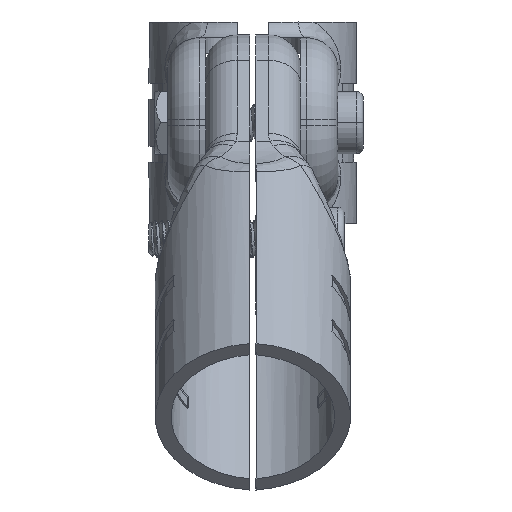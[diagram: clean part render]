
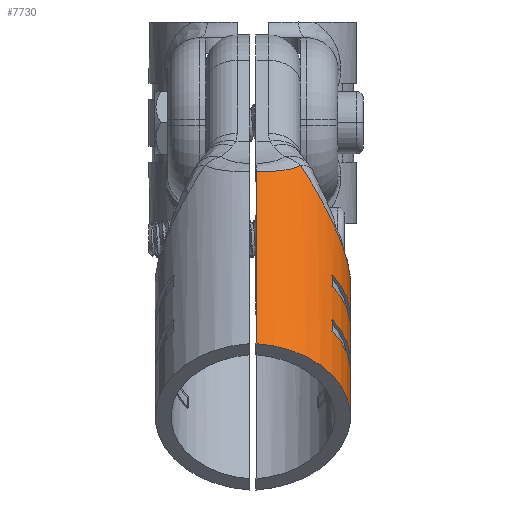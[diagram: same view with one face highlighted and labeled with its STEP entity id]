
A CAD part, left-side view. The second image highlights one B-rep face of the part: STEP entity #7730.
In plain terms, the highlighted cylindrical face has radius 16.5 mm (diameter 33 mm), a partial arc.
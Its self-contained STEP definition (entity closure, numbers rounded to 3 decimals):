
#5792=CARTESIAN_POINT('',(0.,29.939,-16.5));
#5793=CARTESIAN_POINT('',(-0.449,29.939,
-16.5));
#5794=CARTESIAN_POINT('',(-1.341,29.997,
-16.463));
#5795=CARTESIAN_POINT('',(-2.653,30.248,
-16.303));
#5796=CARTESIAN_POINT('',(-3.923,30.654,
-16.044));
#5797=CARTESIAN_POINT('',(-5.172,31.214,
-15.687));
#5798=CARTESIAN_POINT('',(-6.418,31.945,
-15.221));
#5799=CARTESIAN_POINT('',(-7.657,32.859,
-14.638));
#5800=CARTESIAN_POINT('',(-8.869,33.958,
-13.937));
#5801=CARTESIAN_POINT('',(-10.038,35.237,
-13.121));
#5802=CARTESIAN_POINT('',(-11.156,36.703,
-12.187));
#5803=CARTESIAN_POINT('',(-12.213,38.362,
-11.129));
#5804=CARTESIAN_POINT('',(-13.198,40.219,
-9.944));
#5805=CARTESIAN_POINT('',(-13.806,41.619,
-9.052));
#5806=CARTESIAN_POINT('',(-14.093,42.356,
-8.582));
#5808=CARTESIAN_POINT('',(0.,29.939,-16.5));
#5809=CARTESIAN_POINT('',(0.449,29.939,
-16.5));
#5810=CARTESIAN_POINT('',(1.341,29.997,-16.463));
#5811=CARTESIAN_POINT('',(2.653,30.248,-16.303));
#5812=CARTESIAN_POINT('',(3.923,30.654,-16.044));
#5813=CARTESIAN_POINT('',(5.172,31.214,-15.687));
#5814=CARTESIAN_POINT('',(6.418,31.945,-15.221));
#5815=CARTESIAN_POINT('',(7.657,32.859,-14.638));
#5816=CARTESIAN_POINT('',(8.869,33.958,-13.937));
#5817=CARTESIAN_POINT('',(10.038,35.237,-13.121));
#5818=CARTESIAN_POINT('',(11.156,36.703,-12.187));
#5819=CARTESIAN_POINT('',(12.213,38.362,-11.129));
#5820=CARTESIAN_POINT('',(13.198,40.219,-9.944));
#5821=CARTESIAN_POINT('',(13.806,41.619,-9.052));
#5822=CARTESIAN_POINT('',(14.093,42.356,-8.582));
#5839=CARTESIAN_POINT('',(0.,0.,0.));
#5840=DIRECTION('',(0.,-1.,0.));
#5841=DIRECTION('',(-0.996,0.,-0.091));
#5842=AXIS2_PLACEMENT_3D('',#5839,#5840,#5841);
#5848=CARTESIAN_POINT('',(0.,12.5,0.));
#5849=DIRECTION('',(0.,1.,0.));
#5850=DIRECTION('',(0.563,0.,-0.827));
#5851=AXIS2_PLACEMENT_3D('',#5848,#5849,#5850);
#5867=CARTESIAN_POINT('',(0.,10.,0.));
#5868=DIRECTION('',(0.,-1.,0.));
#5869=DIRECTION('',(-0.563,0.,-0.827));
#5870=AXIS2_PLACEMENT_3D('',#5867,#5868,#5869);
#5880=DIRECTION('',(0.,1.,0.));
#5881=VECTOR('',#5880,2.5);
#5882=CARTESIAN_POINT('',(9.281,10.,-13.642));
#5883=LINE('',#5882,#5881);
#5888=DIRECTION('',(0.,1.,0.));
#5889=VECTOR('',#5888,2.5);
#5890=CARTESIAN_POINT('',(-9.281,10.,-13.642));
#5891=LINE('',#5890,#5889);
#5900=CARTESIAN_POINT('',(0.,22.5,0.));
#5901=DIRECTION('',(0.,1.,0.));
#5902=DIRECTION('',(0.563,0.,-0.827));
#5903=AXIS2_PLACEMENT_3D('',#5900,#5901,#5902);
#5919=CARTESIAN_POINT('',(0.,20.,0.));
#5920=DIRECTION('',(0.,-1.,0.));
#5921=DIRECTION('',(-0.563,0.,-0.827));
#5922=AXIS2_PLACEMENT_3D('',#5919,#5920,#5921);
#5932=DIRECTION('',(0.,1.,0.));
#5933=VECTOR('',#5932,2.5);
#5934=CARTESIAN_POINT('',(9.281,20.,-13.642));
#5935=LINE('',#5934,#5933);
#5940=DIRECTION('',(0.,1.,0.));
#5941=VECTOR('',#5940,2.5);
#5942=CARTESIAN_POINT('',(-9.281,20.,-13.642));
#5943=LINE('',#5942,#5941);
#5957=DIRECTION('',(0.,1.,0.));
#5958=VECTOR('',#5957,38.548);
#5959=CARTESIAN_POINT('',(16.432,0.,-1.5));
#5960=LINE('',#5959,#5958);
#5993=DIRECTION('',(0.,1.,0.));
#5994=VECTOR('',#5993,38.548);
#5995=CARTESIAN_POINT('',(-16.432,0.,-1.5));
#5996=LINE('',#5995,#5994);
#6468=CARTESIAN_POINT('',(16.432,38.548,-1.5));
#6469=CARTESIAN_POINT('',(16.387,38.604,-1.992));
#6470=CARTESIAN_POINT('',(16.254,38.768,-2.956));
#6471=CARTESIAN_POINT('',(15.938,39.18,-4.343));
#6472=CARTESIAN_POINT('',(15.529,39.753,-5.627));
#6473=CARTESIAN_POINT('',(15.058,40.48,-6.781));
#6474=CARTESIAN_POINT('',(14.561,41.354,-7.783));
#6475=CARTESIAN_POINT('',(14.244,42.009,-8.333));
#6476=CARTESIAN_POINT('',(14.093,42.356,-8.582));
#6560=CARTESIAN_POINT('',(-16.432,38.548,
-1.5));
#6561=CARTESIAN_POINT('',(-16.387,38.604,
-1.992));
#6562=CARTESIAN_POINT('',(-16.254,38.768,
-2.956));
#6563=CARTESIAN_POINT('',(-15.938,39.18,
-4.343));
#6564=CARTESIAN_POINT('',(-15.529,39.753,
-5.627));
#6565=CARTESIAN_POINT('',(-15.058,40.48,
-6.781));
#6566=CARTESIAN_POINT('',(-14.561,41.354,
-7.783));
#6567=CARTESIAN_POINT('',(-14.244,42.009,
-8.333));
#6568=CARTESIAN_POINT('',(-14.093,42.356,
-8.582));
#6762=CARTESIAN_POINT('',(-14.093,42.356,
-8.582));
#6763=VERTEX_POINT('',#6762);
#6764=VERTEX_POINT('',#6560);
#6766=CARTESIAN_POINT('',(-16.432,0.,-1.5));
#6767=VERTEX_POINT('',#6766);
#6801=CARTESIAN_POINT('',(-9.281,10.,-13.642));
#6802=CARTESIAN_POINT('',(-9.281,12.5,-13.642));
#6803=VERTEX_POINT('',#6801);
#6804=VERTEX_POINT('',#6802);
#6817=CARTESIAN_POINT('',(-9.281,20.,-13.642));
#6818=CARTESIAN_POINT('',(-9.281,22.5,-13.642));
#6819=VERTEX_POINT('',#6817);
#6820=VERTEX_POINT('',#6818);
#6875=CARTESIAN_POINT('',(14.093,42.356,-8.582));
#6876=VERTEX_POINT('',#6875);
#6877=VERTEX_POINT('',#6468);
#6879=CARTESIAN_POINT('',(16.432,0.,-1.5));
#6880=VERTEX_POINT('',#6879);
#6914=CARTESIAN_POINT('',(9.281,10.,-13.642));
#6915=CARTESIAN_POINT('',(9.281,12.5,-13.642));
#6916=VERTEX_POINT('',#6914);
#6917=VERTEX_POINT('',#6915);
#6930=CARTESIAN_POINT('',(9.281,20.,-13.642));
#6931=CARTESIAN_POINT('',(9.281,22.5,-13.642));
#6932=VERTEX_POINT('',#6930);
#6933=VERTEX_POINT('',#6931);
#6966=CARTESIAN_POINT('',(0.,29.939,
-16.5));
#6968=VERTEX_POINT('',#6966);
#7692=CARTESIAN_POINT('',(0.,0.,0.));
#7693=DIRECTION('',(0.,1.,0.));
#7694=DIRECTION('',(1.,0.,0.));
#7695=AXIS2_PLACEMENT_3D('',#7692,#7693,#7694);
#7696=CYLINDRICAL_SURFACE('',#7695,16.5);
#7697=ORIENTED_EDGE('',*,*,#7005,.T.);
#7699=ORIENTED_EDGE('',*,*,#7698,.T.);
#7701=ORIENTED_EDGE('',*,*,#7700,.T.);
#7702=ORIENTED_EDGE('',*,*,#7684,.F.);
#7703=ORIENTED_EDGE('',*,*,#7617,.T.);
#7705=ORIENTED_EDGE('',*,*,#7704,.F.);
#7707=ORIENTED_EDGE('',*,*,#7706,.F.);
#7708=EDGE_LOOP('',(#7697,#7699,#7701,#7702,#7703,#7705,#7707));
#7709=FACE_OUTER_BOUND('',#7708,.F.);
#7711=ORIENTED_EDGE('',*,*,#7710,.F.);
#7713=ORIENTED_EDGE('',*,*,#7712,.F.);
#7715=ORIENTED_EDGE('',*,*,#7714,.F.);
#7717=ORIENTED_EDGE('',*,*,#7716,.T.);
#7718=EDGE_LOOP('',(#7711,#7713,#7715,#7717));
#7719=FACE_BOUND('',#7718,.F.);
#7721=ORIENTED_EDGE('',*,*,#7720,.F.);
#7723=ORIENTED_EDGE('',*,*,#7722,.F.);
#7725=ORIENTED_EDGE('',*,*,#7724,.F.);
#7727=ORIENTED_EDGE('',*,*,#7726,.T.);
#7728=EDGE_LOOP('',(#7721,#7723,#7725,#7727));
#7729=FACE_BOUND('',#7728,.F.);
#7730=ADVANCED_FACE('',(#7709,#7719,#7729),#7696,.T.);
#5807=B_SPLINE_CURVE_WITH_KNOTS('',3,(#5792,#5793,#5794,#5795,#5796,#5797,#5798,
#5799,#5800,#5801,#5802,#5803,#5804,#5805,#5806),.UNSPECIFIED.,.F.,.F.,(4,1,1,1,
1,1,1,1,1,1,1,1,4),(0.,0.083,0.167,0.25,
0.333,0.417,0.5,0.583,0.667,
0.75,0.833,0.917,1.),.UNSPECIFIED.);
#5823=B_SPLINE_CURVE_WITH_KNOTS('',3,(#5808,#5809,#5810,#5811,#5812,#5813,#5814,
#5815,#5816,#5817,#5818,#5819,#5820,#5821,#5822),.UNSPECIFIED.,.F.,.F.,(4,1,1,1,
1,1,1,1,1,1,1,1,4),(0.,0.083,0.167,0.25,
0.333,0.417,0.5,0.583,0.667,
0.75,0.833,0.917,1.),.UNSPECIFIED.);
#5843=CIRCLE('',#5842,16.5);
#5852=CIRCLE('',#5851,16.5);
#5871=CIRCLE('',#5870,16.5);
#5904=CIRCLE('',#5903,16.5);
#5923=CIRCLE('',#5922,16.5);
#6477=B_SPLINE_CURVE_WITH_KNOTS('',3,(#6468,#6469,#6470,#6471,#6472,#6473,#6474,
#6475,#6476),.UNSPECIFIED.,.F.,.F.,(4,1,1,1,1,1,4),(0.,0.167,
0.333,0.5,0.667,0.833,1.),
.UNSPECIFIED.);
#6569=B_SPLINE_CURVE_WITH_KNOTS('',3,(#6560,#6561,#6562,#6563,#6564,#6565,#6566,
#6567,#6568),.UNSPECIFIED.,.F.,.F.,(4,1,1,1,1,1,4),(0.,0.167,
0.333,0.5,0.667,0.833,1.),
.UNSPECIFIED.);
#7005=EDGE_CURVE('',#6767,#6880,#5843,.T.);
#7617=EDGE_CURVE('',#6968,#6763,#5807,.T.);
#7684=EDGE_CURVE('',#6968,#6876,#5823,.T.);
#7698=EDGE_CURVE('',#6880,#6877,#5960,.T.);
#7700=EDGE_CURVE('',#6877,#6876,#6477,.T.);
#7704=EDGE_CURVE('',#6764,#6763,#6569,.T.);
#7706=EDGE_CURVE('',#6767,#6764,#5996,.T.);
#7710=EDGE_CURVE('',#6933,#6820,#5904,.T.);
#7712=EDGE_CURVE('',#6932,#6933,#5935,.T.);
#7714=EDGE_CURVE('',#6819,#6932,#5923,.T.);
#7716=EDGE_CURVE('',#6819,#6820,#5943,.T.);
#7720=EDGE_CURVE('',#6917,#6804,#5852,.T.);
#7722=EDGE_CURVE('',#6916,#6917,#5883,.T.);
#7724=EDGE_CURVE('',#6803,#6916,#5871,.T.);
#7726=EDGE_CURVE('',#6803,#6804,#5891,.T.);
